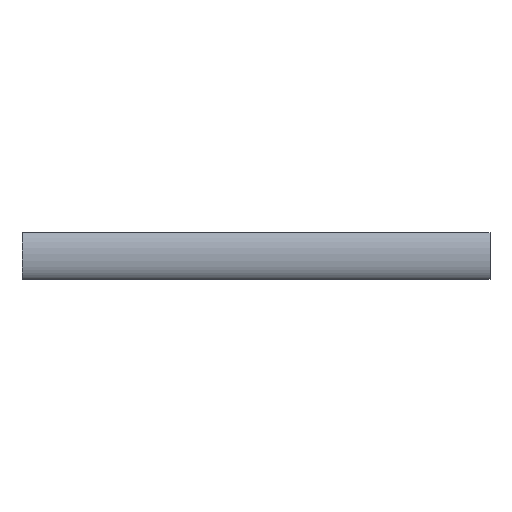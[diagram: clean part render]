
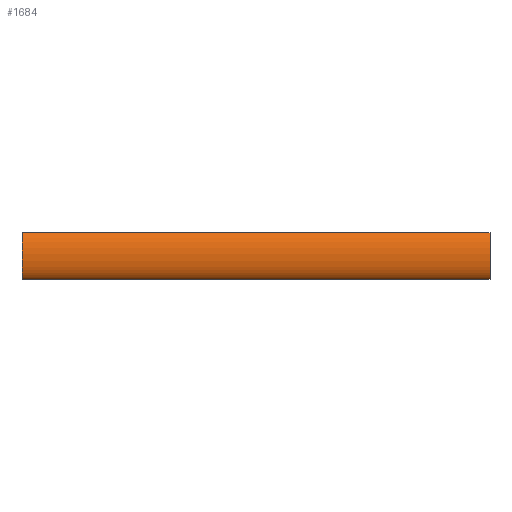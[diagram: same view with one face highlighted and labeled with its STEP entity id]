
A CAD part, left-side view. The second image highlights one B-rep face of the part: STEP entity #1684.
In plain terms, the highlighted free-form (B-spline) face has degree [3, 1] with [4, 2] control points.
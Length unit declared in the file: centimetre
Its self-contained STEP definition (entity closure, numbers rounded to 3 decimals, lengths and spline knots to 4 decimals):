
#66 = CARTESIAN_POINT ( 'NONE',  ( -4.2, 20., 1. ) ) ;
#152 = DIRECTION ( 'NONE',  ( 0., -1., 0. ) ) ;
#203 = EDGE_CURVE ( 'NONE', #354, #1850, #878, .T. ) ;
#329 = CARTESIAN_POINT ( 'NONE',  ( -3.4, 20., 1. ) ) ;
#354 = VERTEX_POINT ( 'NONE', #1520 ) ;
#445 = FACE_OUTER_BOUND ( 'NONE', #472, .T. ) ;
#448 = CARTESIAN_POINT ( 'NONE',  ( -4.2, 20., -1. ) ) ;
#472 = EDGE_LOOP ( 'NONE', ( #1296, #873, #1649, #2186 ) ) ;
#590 = VERTEX_POINT ( 'NONE', #615 ) ;
#614 = CARTESIAN_POINT ( 'NONE',  ( -4.2, 20., -1. ) ) ;
#615 = CARTESIAN_POINT ( 'NONE',  ( -3.4, 0., 1. ) ) ;
#651 = CARTESIAN_POINT ( 'NONE',  ( -3.4, 0., -1. ) ) ;
#770 = DIRECTION ( 'NONE',  ( 0., -1., 0. ) ) ;
#774 = VERTEX_POINT ( 'NONE', #2056 ) ;
#791 = LINE ( 'NONE', #1326, #1218 ) ;
#802 = EDGE_CURVE ( 'NONE', #354, #774, #1395, .T. ) ;
#873 = ORIENTED_EDGE ( 'NONE', *, *, #802, .T. ) ;
#878 =( BOUNDED_CURVE ( )  B_SPLINE_CURVE ( 3, ( #1814, #448, #66, #1143 ),
 .UNSPECIFIED., .F., .F. ) 
 B_SPLINE_CURVE_WITH_KNOTS ( ( 4, 4 ),
 ( 3.1416, 6.2832 ),
 .UNSPECIFIED. ) 
 CURVE ( )  GEOMETRIC_REPRESENTATION_ITEM ( )  RATIONAL_B_SPLINE_CURVE ( ( 1., 0.333, 0.333, 1. ) ) 
 REPRESENTATION_ITEM ( '' )  );
#975 = CARTESIAN_POINT ( 'NONE',  ( -4.2, 0., 1. ) ) ;
#1143 = CARTESIAN_POINT ( 'NONE',  ( -3.4, 20., 1. ) ) ;
#1179 =( BOUNDED_CURVE ( )  B_SPLINE_CURVE ( 3, ( #1664, #2006, #1309, #1818 ),
 .UNSPECIFIED., .F., .F. ) 
 B_SPLINE_CURVE_WITH_KNOTS ( ( 4, 4 ),
 ( 3.1416, 6.2832 ),
 .UNSPECIFIED. ) 
 CURVE ( )  GEOMETRIC_REPRESENTATION_ITEM ( )  RATIONAL_B_SPLINE_CURVE ( ( 1., 0.333, 0.333, 1. ) ) 
 REPRESENTATION_ITEM ( '' )  );
#1218 = VECTOR ( 'NONE', #770, 100. ) ;
#1296 = ORIENTED_EDGE ( 'NONE', *, *, #203, .F. ) ;
#1309 = CARTESIAN_POINT ( 'NONE',  ( -4.2, 0., 1. ) ) ;
#1313 = CARTESIAN_POINT ( 'NONE',  ( -3.4, 0., 1. ) ) ;
#1326 = CARTESIAN_POINT ( 'NONE',  ( -3.4, 20., 1. ) ) ;
#1395 = LINE ( 'NONE', #1525, #2255 ) ;
#1480 = CARTESIAN_POINT ( 'NONE',  ( -4.2, 20., 1. ) ) ;
#1504 = CARTESIAN_POINT ( 'NONE',  ( -3.4, 20., -1. ) ) ;
#1520 = CARTESIAN_POINT ( 'NONE',  ( -3.4, 20., -1. ) ) ;
#1525 = CARTESIAN_POINT ( 'NONE',  ( -3.4, 20., -1. ) ) ;
#1649 = ORIENTED_EDGE ( 'NONE', *, *, #2038, .T. ) ;
#1664 = CARTESIAN_POINT ( 'NONE',  ( -3.4, 0., -1. ) ) ;
#1684 = ADVANCED_FACE ( 'NONE', ( #445 ), #2148, .F. ) ;
#1733 = EDGE_CURVE ( 'NONE', #1850, #590, #791, .T. ) ;
#1814 = CARTESIAN_POINT ( 'NONE',  ( -3.4, 20., -1. ) ) ;
#1818 = CARTESIAN_POINT ( 'NONE',  ( -3.4, 0., 1. ) ) ;
#1836 = CARTESIAN_POINT ( 'NONE',  ( -4.2, 0., -1. ) ) ;
#1850 = VERTEX_POINT ( 'NONE', #329 ) ;
#2006 = CARTESIAN_POINT ( 'NONE',  ( -4.2, 0., -1. ) ) ;
#2038 = EDGE_CURVE ( 'NONE', #774, #590, #1179, .T. ) ;
#2056 = CARTESIAN_POINT ( 'NONE',  ( -3.4, 0., -1. ) ) ;
#2148 =( BOUNDED_SURFACE ( )  B_SPLINE_SURFACE ( 3, 1, ( 
 ( #1504, #651 ),
 ( #614, #1836 ),
 ( #1480, #975 ),
 ( #2232, #1313 ) ),
 .UNSPECIFIED., .F., .F., .F. ) 
 B_SPLINE_SURFACE_WITH_KNOTS ( ( 4, 4 ),
 ( 2, 2 ),
 ( 0., 1. ),
 ( 0., 1. ),
 .UNSPECIFIED. ) 
 GEOMETRIC_REPRESENTATION_ITEM ( )  RATIONAL_B_SPLINE_SURFACE ( (
 ( 1., 1.),
 ( 0.333, 0.333),
 ( 0.333, 0.333),
 ( 1., 1.) ) ) 
 REPRESENTATION_ITEM ( '' )  SURFACE ( )  );
#2186 = ORIENTED_EDGE ( 'NONE', *, *, #1733, .F. ) ;
#2232 = CARTESIAN_POINT ( 'NONE',  ( -3.4, 20., 1. ) ) ;
#2255 = VECTOR ( 'NONE', #152, 100. ) ;
